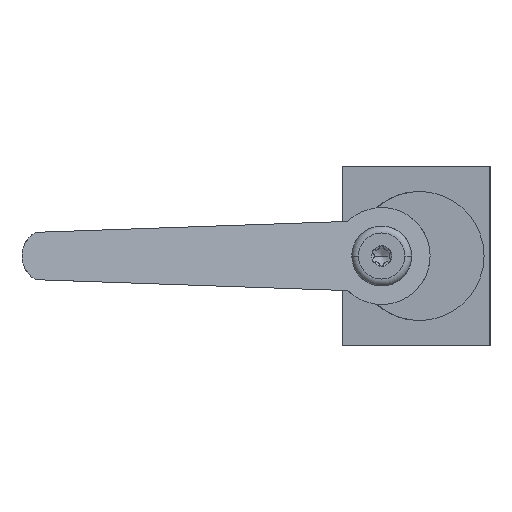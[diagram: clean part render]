
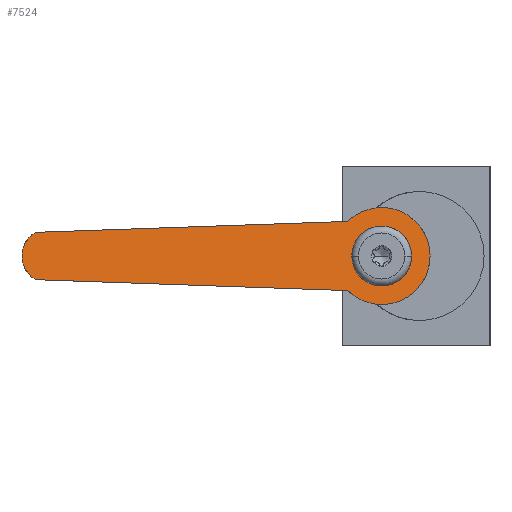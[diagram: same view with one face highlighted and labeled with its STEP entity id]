
A CAD part, left-side view. The second image highlights one B-rep face of the part: STEP entity #7524.
In plain terms, the highlighted planar face has unit normal (-0.966, -0.259, 0).
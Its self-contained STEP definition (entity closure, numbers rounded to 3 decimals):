
#1081=CARTESIAN_POINT('',(-53.725,98.607,
-24.634));
#1082=CARTESIAN_POINT('',(-53.82,98.961,
-24.42));
#1083=CARTESIAN_POINT('',(-53.968,99.516,
-23.992));
#1084=CARTESIAN_POINT('',(-54.187,100.331,
-23.136));
#1085=CARTESIAN_POINT('',(-54.362,100.984,
-22.067));
#1086=CARTESIAN_POINT('',(-54.476,101.411,
-20.783));
#1087=CARTESIAN_POINT('',(-54.512,101.546,-19.5));
#1088=CARTESIAN_POINT('',(-54.476,101.411,
-18.217));
#1089=CARTESIAN_POINT('',(-54.362,100.984,
-16.933));
#1090=CARTESIAN_POINT('',(-54.187,100.331,
-15.864));
#1091=CARTESIAN_POINT('',(-53.968,99.516,
-15.008));
#1092=CARTESIAN_POINT('',(-53.82,98.961,
-14.58));
#1093=CARTESIAN_POINT('',(-53.725,98.607,
-14.366));
#1095=DIRECTION('',(0.259,-0.965,0.034));
#1096=VECTOR('',#1095,70.189);
#1097=CARTESIAN_POINT('',(-53.725,98.607,
-14.366));
#1098=LINE('',#1097,#1096);
#1099=CARTESIAN_POINT('',(-35.569,30.848,-12.));
#1100=CARTESIAN_POINT('',(-35.47,30.48,
-11.639));
#1101=CARTESIAN_POINT('',(-35.291,29.812,
-11.082));
#1102=CARTESIAN_POINT('',(-34.968,28.604,
-10.28));
#1103=CARTESIAN_POINT('',(-34.605,27.249,
-9.647));
#1104=CARTESIAN_POINT('',(-34.205,25.757,
-9.21));
#1105=CARTESIAN_POINT('',(-33.706,23.897,
-8.939));
#1106=CARTESIAN_POINT('',(-33.133,21.759,
-9.048));
#1107=CARTESIAN_POINT('',(-32.507,19.419,
-9.726));
#1108=CARTESIAN_POINT('',(-31.937,17.292,
-10.913));
#1109=CARTESIAN_POINT('',(-31.512,15.709,
-12.358));
#1110=CARTESIAN_POINT('',(-31.213,14.593,
-13.875));
#1111=CARTESIAN_POINT('',(-31.015,13.853,
-15.248));
#1112=CARTESIAN_POINT('',(-30.88,13.349,
-16.663));
#1113=CARTESIAN_POINT('',(-30.806,13.072,
-18.098));
#1114=CARTESIAN_POINT('',(-30.786,13.,-18.975));
#1115=CARTESIAN_POINT('',(-30.786,13.,-19.5));
#1117=CARTESIAN_POINT('',(-30.786,13.,-19.5));
#1118=CARTESIAN_POINT('',(-30.786,13.,-20.025));
#1119=CARTESIAN_POINT('',(-30.806,13.072,
-20.902));
#1120=CARTESIAN_POINT('',(-30.88,13.349,
-22.337));
#1121=CARTESIAN_POINT('',(-31.015,13.853,
-23.752));
#1122=CARTESIAN_POINT('',(-31.213,14.593,
-25.125));
#1123=CARTESIAN_POINT('',(-31.512,15.709,
-26.642));
#1124=CARTESIAN_POINT('',(-31.937,17.292,
-28.087));
#1125=CARTESIAN_POINT('',(-32.507,19.419,
-29.274));
#1126=CARTESIAN_POINT('',(-33.133,21.759,
-29.952));
#1127=CARTESIAN_POINT('',(-33.706,23.897,
-30.061));
#1128=CARTESIAN_POINT('',(-34.205,25.757,
-29.79));
#1129=CARTESIAN_POINT('',(-34.605,27.249,
-29.353));
#1130=CARTESIAN_POINT('',(-34.968,28.604,
-28.72));
#1131=CARTESIAN_POINT('',(-35.291,29.812,
-27.918));
#1132=CARTESIAN_POINT('',(-35.47,30.48,
-27.361));
#1133=CARTESIAN_POINT('',(-35.569,30.848,-27.));
#1135=CARTESIAN_POINT('',(-35.,28.725,-23.366));
#1136=CARTESIAN_POINT('',(-34.918,28.419,
-23.78));
#1137=CARTESIAN_POINT('',(-34.713,27.655,
-24.609));
#1138=CARTESIAN_POINT('',(-34.26,25.965,
-25.636));
#1139=CARTESIAN_POINT('',(-33.677,23.786,
-26.13));
#1140=CARTESIAN_POINT('',(-33.042,21.419,
-25.812));
#1141=CARTESIAN_POINT('',(-32.481,19.326,
-24.66));
#1142=CARTESIAN_POINT('',(-32.091,17.869,
-22.966));
#1143=CARTESIAN_POINT('',(-31.924,17.246,
-21.442));
#1144=CARTESIAN_POINT('',(-31.866,17.031,
-20.291));
#1145=CARTESIAN_POINT('',(-31.854,16.985,-19.5));
#1146=CARTESIAN_POINT('',(-31.866,17.031,
-18.709));
#1147=CARTESIAN_POINT('',(-31.924,17.246,
-17.558));
#1148=CARTESIAN_POINT('',(-32.091,17.869,
-16.034));
#1149=CARTESIAN_POINT('',(-32.481,19.326,
-14.34));
#1150=CARTESIAN_POINT('',(-33.042,21.419,
-13.188));
#1151=CARTESIAN_POINT('',(-33.677,23.786,
-12.87));
#1152=CARTESIAN_POINT('',(-34.26,25.965,
-13.364));
#1153=CARTESIAN_POINT('',(-34.713,27.655,
-14.391));
#1154=CARTESIAN_POINT('',(-34.918,28.419,
-15.22));
#1155=CARTESIAN_POINT('',(-35.,28.725,-15.634));
#1157=CARTESIAN_POINT('',(-35.,28.725,-15.634));
#1158=CARTESIAN_POINT('',(-35.07,28.985,
-15.985));
#1159=CARTESIAN_POINT('',(-35.188,29.427,
-16.739));
#1160=CARTESIAN_POINT('',(-35.305,29.864,
-18.081));
#1161=CARTESIAN_POINT('',(-35.332,29.963,
-19.015));
#1162=CARTESIAN_POINT('',(-35.332,29.963,-19.5));
#1164=CARTESIAN_POINT('',(-35.332,29.963,-19.5));
#1165=CARTESIAN_POINT('',(-35.332,29.963,
-19.986));
#1166=CARTESIAN_POINT('',(-35.305,29.864,
-20.92));
#1167=CARTESIAN_POINT('',(-35.188,29.426,
-22.261));
#1168=CARTESIAN_POINT('',(-35.07,28.985,
-23.015));
#1169=CARTESIAN_POINT('',(-35.,28.725,-23.366));
#1171=DIRECTION('',(0.259,-0.965,-0.034));
#1172=VECTOR('',#1171,70.189);
#1173=CARTESIAN_POINT('',(-53.725,98.607,
-24.634));
#1174=LINE('',#1173,#1172);
#4966=CARTESIAN_POINT('',(-53.725,98.607,
-24.634));
#4967=CARTESIAN_POINT('',(-35.569,30.848,-27.));
#4968=VERTEX_POINT('',#4966);
#4969=VERTEX_POINT('',#4967);
#4976=VERTEX_POINT('',#1117);
#4977=VERTEX_POINT('',#1099);
#4978=CARTESIAN_POINT('',(-53.725,98.607,
-14.366));
#4979=VERTEX_POINT('',#4978);
#4980=VERTEX_POINT('',#1135);
#4981=VERTEX_POINT('',#1155);
#4982=VERTEX_POINT('',#1164);
#7500=CARTESIAN_POINT('',(-42.645,57.256,
-19.5));
#7501=DIRECTION('',(0.966,0.259,0.));
#7502=DIRECTION('',(-0.259,0.966,0.));
#7503=AXIS2_PLACEMENT_3D('',#7500,#7501,#7502);
#7504=PLANE('',#7503);
#7506=ORIENTED_EDGE('',*,*,#7505,.F.);
#7508=ORIENTED_EDGE('',*,*,#7507,.T.);
#7510=ORIENTED_EDGE('',*,*,#7509,.T.);
#7512=ORIENTED_EDGE('',*,*,#7511,.T.);
#7513=ORIENTED_EDGE('',*,*,#7486,.T.);
#7514=EDGE_LOOP('',(#7506,#7508,#7510,#7512,#7513));
#7515=FACE_OUTER_BOUND('',#7514,.F.);
#7517=ORIENTED_EDGE('',*,*,#7516,.T.);
#7519=ORIENTED_EDGE('',*,*,#7518,.T.);
#7521=ORIENTED_EDGE('',*,*,#7520,.T.);
#7522=EDGE_LOOP('',(#7517,#7519,#7521));
#7523=FACE_BOUND('',#7522,.F.);
#7524=ADVANCED_FACE('',(#7515,#7523),#7504,.F.);
#1094=B_SPLINE_CURVE_WITH_KNOTS('',3,(#1081,#1082,#1083,#1084,#1085,#1086,#1087,
#1088,#1089,#1090,#1091,#1092,#1093),.UNSPECIFIED.,.F.,.F.,(4,1,1,1,1,1,1,1,1,1,
4),(0.,0.063,0.125,0.25,0.375,0.5,0.625,0.75,0.875,0.938,
1.),.UNSPECIFIED.);
#1116=B_SPLINE_CURVE_WITH_KNOTS('',3,(#1099,#1100,#1101,#1102,#1103,#1104,#1105,
#1106,#1107,#1108,#1109,#1110,#1111,#1112,#1113,#1114,#1115),.UNSPECIFIED.,.F.,
.F.,(4,1,1,1,1,1,1,1,1,1,1,1,1,1,4),(0.,0.031,0.063,0.125,0.188,
0.25,0.375,0.5,0.625,0.75,0.813,0.875,0.938,0.969,1.),
.UNSPECIFIED.);
#1134=B_SPLINE_CURVE_WITH_KNOTS('',3,(#1117,#1118,#1119,#1120,#1121,#1122,#1123,
#1124,#1125,#1126,#1127,#1128,#1129,#1130,#1131,#1132,#1133),.UNSPECIFIED.,.F.,
.F.,(4,1,1,1,1,1,1,1,1,1,1,1,1,1,4),(0.,0.031,0.063,0.125,0.188,
0.25,0.375,0.5,0.625,0.75,0.813,0.875,0.938,0.969,1.),
.UNSPECIFIED.);
#1156=B_SPLINE_CURVE_WITH_KNOTS('',3,(#1135,#1136,#1137,#1138,#1139,#1140,#1141,
#1142,#1143,#1144,#1145,#1146,#1147,#1148,#1149,#1150,#1151,#1152,#1153,#1154,
#1155),.UNSPECIFIED.,.F.,.F.,(4,1,1,1,1,1,1,1,1,1,1,1,1,1,1,1,1,1,4),(0.,
0.063,0.125,0.188,0.25,0.313,0.375,0.438,0.469,0.5,
0.531,0.563,0.625,0.688,0.75,0.813,0.875,0.938,1.),
.UNSPECIFIED.);
#1163=B_SPLINE_CURVE_WITH_KNOTS('',3,(#1157,#1158,#1159,#1160,#1161,#1162),
.UNSPECIFIED.,.F.,.F.,(4,1,1,4),(0.,0.333,0.667,1.),
.UNSPECIFIED.);
#1170=B_SPLINE_CURVE_WITH_KNOTS('',3,(#1164,#1165,#1166,#1167,#1168,#1169),
.UNSPECIFIED.,.F.,.F.,(4,1,1,4),(0.,0.333,0.667,1.),
.UNSPECIFIED.);
#7486=EDGE_CURVE('',#4976,#4969,#1134,.T.);
#7505=EDGE_CURVE('',#4968,#4969,#1174,.T.);
#7507=EDGE_CURVE('',#4968,#4979,#1094,.T.);
#7509=EDGE_CURVE('',#4979,#4977,#1098,.T.);
#7511=EDGE_CURVE('',#4977,#4976,#1116,.T.);
#7516=EDGE_CURVE('',#4980,#4981,#1156,.T.);
#7518=EDGE_CURVE('',#4981,#4982,#1163,.T.);
#7520=EDGE_CURVE('',#4982,#4980,#1170,.T.);
